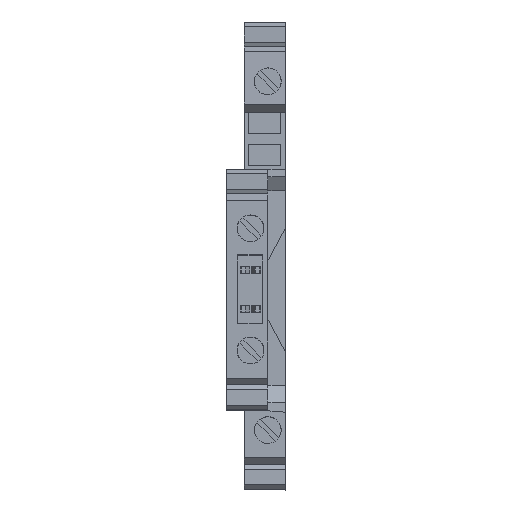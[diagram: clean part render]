
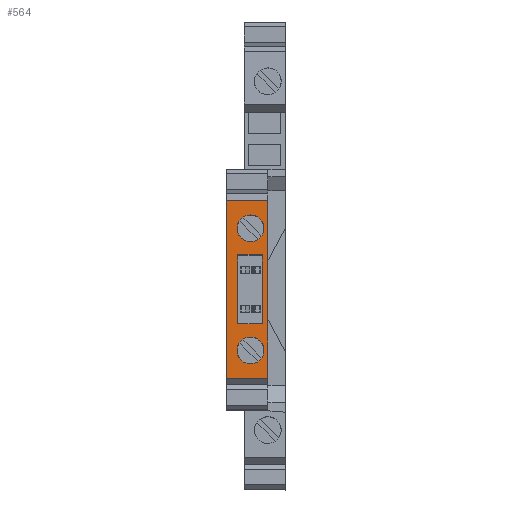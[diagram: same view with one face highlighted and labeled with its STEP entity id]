
A CAD part, top view. The second image highlights one B-rep face of the part: STEP entity #564.
In plain terms, the highlighted planar face has unit normal (0, 0, 1).
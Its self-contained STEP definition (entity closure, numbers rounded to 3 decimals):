
#564=ADVANCED_FACE('',(#1294,#1295,#1296,#1297),#1298,.F.);
#1294=FACE_OUTER_BOUND('',#2185,.T.);
#1295=FACE_BOUND('',#2186,.T.);
#1296=FACE_BOUND('',#2187,.T.);
#1297=FACE_BOUND('',#2188,.T.);
#1298=PLANE('',#2189);
#2185=EDGE_LOOP('',(#4031,#4032,#4033,#4034));
#2186=EDGE_LOOP('',(#4035,#4036,#4037,#4038));
#2187=EDGE_LOOP('',(#4039,#4040));
#2188=EDGE_LOOP('',(#4041,#4042));
#2189=AXIS2_PLACEMENT_3D('',#4043,#4044,#4045);
#4031=ORIENTED_EDGE('',*,*,#5890,.F.);
#4032=ORIENTED_EDGE('',*,*,#5991,.T.);
#4033=ORIENTED_EDGE('',*,*,#5952,.F.);
#4034=ORIENTED_EDGE('',*,*,#5984,.F.);
#4035=ORIENTED_EDGE('',*,*,#6146,.F.);
#4036=ORIENTED_EDGE('',*,*,#6147,.F.);
#4037=ORIENTED_EDGE('',*,*,#6148,.F.);
#4038=ORIENTED_EDGE('',*,*,#6149,.F.);
#4039=ORIENTED_EDGE('',*,*,#6150,.F.);
#4040=ORIENTED_EDGE('',*,*,#6151,.F.);
#4041=ORIENTED_EDGE('',*,*,#6152,.T.);
#4042=ORIENTED_EDGE('',*,*,#6153,.T.);
#4043=CARTESIAN_POINT('',(0.,42.498,64.35));
#4044=DIRECTION('',(0.,0.,-1.0));
#4045=DIRECTION('',(-1.0,0.,0.));
#5890=EDGE_CURVE('',#7278,#7280,#7281,.T.);
#5952=EDGE_CURVE('',#7381,#7383,#7384,.T.);
#5984=EDGE_CURVE('',#7280,#7381,#7435,.T.);
#5991=EDGE_CURVE('',#7278,#7383,#7442,.T.);
#6146=EDGE_CURVE('',#7649,#7650,#7651,.T.);
#6147=EDGE_CURVE('',#7652,#7649,#7653,.T.);
#6148=EDGE_CURVE('',#7654,#7652,#7655,.T.);
#6149=EDGE_CURVE('',#7650,#7654,#7656,.T.);
#6150=EDGE_CURVE('',#7657,#7658,#7659,.T.);
#6151=EDGE_CURVE('',#7658,#7657,#7660,.T.);
#6152=EDGE_CURVE('',#7661,#7662,#7663,.T.);
#6153=EDGE_CURVE('',#7662,#7661,#7664,.T.);
#7278=VERTEX_POINT('',#9225);
#7280=VERTEX_POINT('',#9228);
#7281=LINE('',#9229,#9230);
#7381=VERTEX_POINT('',#9376);
#7383=VERTEX_POINT('',#9379);
#7384=LINE('',#9380,#9381);
#7435=LINE('',#9458,#9459);
#7442=LINE('',#9469,#9470);
#7649=VERTEX_POINT('',#9780);
#7650=VERTEX_POINT('',#9781);
#7651=LINE('',#9782,#9783);
#7652=VERTEX_POINT('',#9784);
#7653=LINE('',#9785,#9786);
#7654=VERTEX_POINT('',#9787);
#7655=LINE('',#9788,#9789);
#7656=LINE('',#9790,#9791);
#7657=VERTEX_POINT('',#9792);
#7658=VERTEX_POINT('',#9793);
#7659=CIRCLE('',#9794,2.0);
#7660=CIRCLE('',#9795,2.0);
#7661=VERTEX_POINT('',#9796);
#7662=VERTEX_POINT('',#9797);
#7663=CIRCLE('',#9798,2.0);
#7664=CIRCLE('',#9799,2.0);
#9225=CARTESIAN_POINT('',(6.15,43.135,64.35));
#9228=CARTESIAN_POINT('',(6.15,16.615,64.35));
#9229=CARTESIAN_POINT('',(6.15,2.284,64.35));
#9230=VECTOR('',#11030,1.0);
#9376=CARTESIAN_POINT('',(0.,16.615,64.35));
#9379=CARTESIAN_POINT('',(0.,43.135,64.35));
#9380=CARTESIAN_POINT('',(0.,2.284,64.35));
#9381=VECTOR('',#11090,1.0);
#9458=CARTESIAN_POINT('',(5.8,16.615,64.35));
#9459=VECTOR('',#11117,1.0);
#9469=CARTESIAN_POINT('',(5.8,43.135,64.35));
#9470=VECTOR('',#11121,1.0);
#9780=CARTESIAN_POINT('',(5.325,24.725,64.35));
#9781=CARTESIAN_POINT('',(5.325,35.025,64.35));
#9782=CARTESIAN_POINT('',(5.325,2.284,64.35));
#9783=VECTOR('',#11228,1.0);
#9784=CARTESIAN_POINT('',(1.625,24.725,64.35));
#9785=CARTESIAN_POINT('',(5.8,24.725,64.35));
#9786=VECTOR('',#11229,1.0);
#9787=CARTESIAN_POINT('',(1.625,35.025,64.35));
#9788=CARTESIAN_POINT('',(1.625,2.284,64.35));
#9789=VECTOR('',#11230,1.0);
#9790=CARTESIAN_POINT('',(5.8,35.025,64.35));
#9791=VECTOR('',#11231,1.0);
#9792=CARTESIAN_POINT('',(3.55,22.75,64.35));
#9793=CARTESIAN_POINT('',(3.55,18.75,64.35));
#9794=AXIS2_PLACEMENT_3D('',#11232,#11233,#11234);
#9795=AXIS2_PLACEMENT_3D('',#11235,#11236,#11237);
#9796=CARTESIAN_POINT('',(3.55,37.,64.35));
#9797=CARTESIAN_POINT('',(3.55,41.,64.35));
#9798=AXIS2_PLACEMENT_3D('',#11238,#11239,#11240);
#9799=AXIS2_PLACEMENT_3D('',#11241,#11242,#11243);
#11030=DIRECTION('',(0.,-1.0,0.));
#11090=DIRECTION('',(0.,1.0,0.));
#11117=DIRECTION('',(-1.0,0.,0.));
#11121=DIRECTION('',(-1.0,0.,0.));
#11228=DIRECTION('',(0.,1.0,0.));
#11229=DIRECTION('',(1.0,0.,0.));
#11230=DIRECTION('',(0.,-1.0,0.));
#11231=DIRECTION('',(-1.0,0.,0.));
#11232=CARTESIAN_POINT('',(3.55,20.75,64.35));
#11233=DIRECTION('',(0.,0.,1.0));
#11234=DIRECTION('',(0.,-1.0,0.));
#11235=CARTESIAN_POINT('',(3.55,20.75,64.35));
#11236=DIRECTION('',(0.,0.,1.0));
#11237=DIRECTION('',(0.,-1.0,0.));
#11238=CARTESIAN_POINT('',(3.55,39.,64.35));
#11239=DIRECTION('',(0.,0.,-1.0));
#11240=DIRECTION('',(0.,1.0,0.));
#11241=CARTESIAN_POINT('',(3.55,39.,64.35));
#11242=DIRECTION('',(0.,0.,-1.0));
#11243=DIRECTION('',(0.,1.0,0.));
